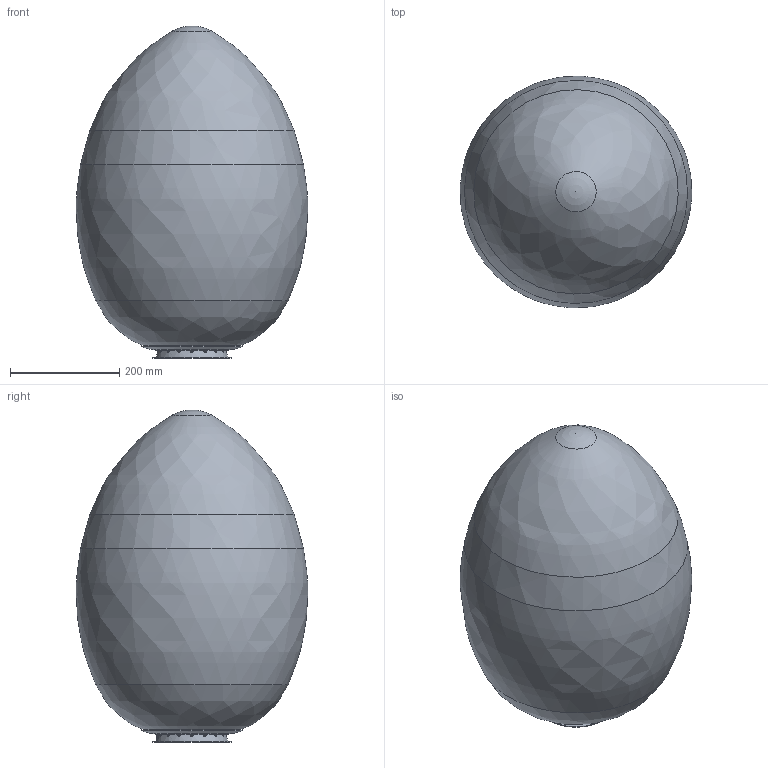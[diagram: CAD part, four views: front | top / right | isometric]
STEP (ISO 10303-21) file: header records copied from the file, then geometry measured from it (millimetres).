
FILE_DESCRIPTION(/* description */ (''),/* implementation_level */ '2;1');
FILE_NAME(/* name */ 'F264610100BIxx.stp',/* time_stamp */ '2020-01-14T12:25:47+01:00',/* author */ ('sghezzi'),/* organization */ (''),/* preprocessor_version */ 'ST-DEVELOPER v17.2',/* originating_system */ 'Autodesk Inventor 2019',/* authorisation */ '');
FILE_SCHEMA (('AUTOMOTIVE_DESIGN { 1 0 10303 214 3 1 1 }'));
Length unit declared in the file: millimetre
Products named in the file (8): Uovo_2646; 000025007_base uovo 2646 vern BI ral 9003 25 glos opaco (VI); 000025006_piattello uovo 2646 vern bi ral 9003 25 glos (VI); Parte131; 054026000; 006600011_bloccacavo_grano_5100-7-109_NyNr; 062006000 PASSACAVO Nr 5104 xforo D10; Diffusore_3633-s5
Assembly tree (7 placements, depth 2):
  Uovo_2646
    000025007_base uovo 2646 vern BI ral 9003 25 glos opaco (VI)
    000025006_piattello uovo 2646 vern bi ral 9003 25 glos (VI)
    Parte131
    054026000
    006600011_bloccacavo_grano_5100-7-109_NyNr
    062006000 PASSACAVO Nr 5104 xforo D10
    Diffusore_3633-s5
Bounding box: 423.45 x 423.45 x 607.5 mm (x, y, z)
Volume: 2198770.3 mm3; surface area: 1524111.3 mm2
Topology: 7 solids, 7 shells, 128 faces, 398 edges, 289 vertices
Faces by surface type: cylinder 56, plane 52, bspline 10, cone 6, torus 2, sphere 2
Full cylindrical faces by diameter (mm): 3 x6, 5 x16, 7 x2, 7.2 x1, 10 x3, 10.5 x2, 11 x1, 12.5 x1, 13 x6, 24 x1, 35 x1, 37.2 x1, 37.8 x1, 104 x1, 117.551 x1, 145 x1, 146 x1, 186 x1
Entity records: 6342 total; most frequent: CARTESIAN_POINT 2313, ORIENTED_EDGE 786, DIRECTION 762, EDGE_CURVE 393, AXIS2_PLACEMENT_3D 308, VERTEX_POINT 283, EDGE_LOOP 206, CIRCLE 159
